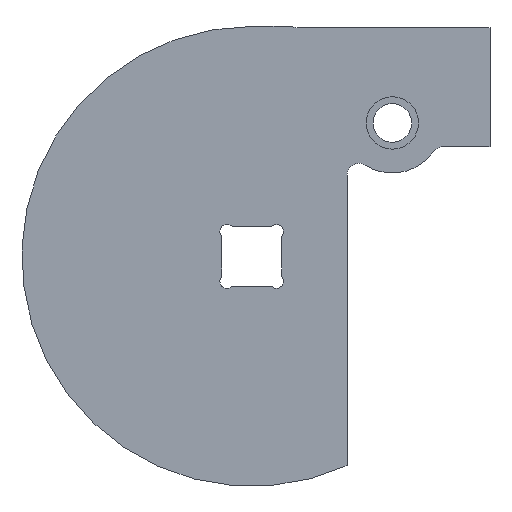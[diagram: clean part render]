
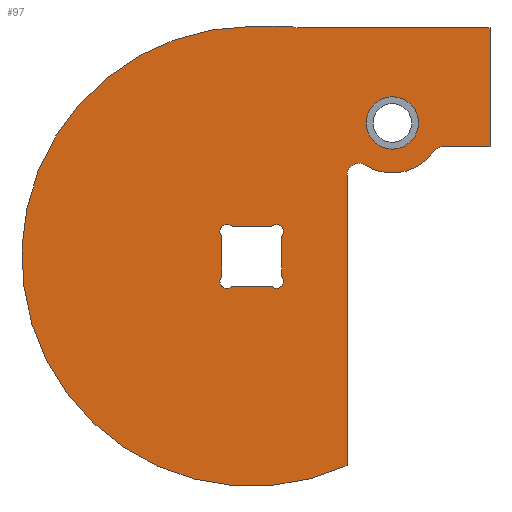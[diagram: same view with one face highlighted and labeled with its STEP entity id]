
A CAD part, front view. The second image highlights one B-rep face of the part: STEP entity #97.
In plain terms, the highlighted planar face has unit normal (0, -1, 0).
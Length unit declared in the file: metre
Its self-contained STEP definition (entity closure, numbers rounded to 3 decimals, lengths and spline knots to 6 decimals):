
#97 = ADVANCED_FACE( '', ( #197, #198, #199 ), #200, .T. );
#197 = FACE_BOUND( '', #298, .T. );
#198 = FACE_BOUND( '', #299, .T. );
#199 = FACE_OUTER_BOUND( '', #300, .T. );
#200 = PLANE( '', #301 );
#298 = EDGE_LOOP( '', ( #502, #503, #504, #505, #506, #507, #508, #509 ) );
#299 = EDGE_LOOP( '', ( #510 ) );
#300 = EDGE_LOOP( '', ( #511, #512, #513, #514, #515, #516, #517, #518, #519, #520 ) );
#301 = AXIS2_PLACEMENT_3D( '', #521, #522, #523 );
#502 = ORIENTED_EDGE( '', *, *, #598, .F. );
#503 = ORIENTED_EDGE( '', *, *, #614, .F. );
#504 = ORIENTED_EDGE( '', *, *, #674, .F. );
#505 = ORIENTED_EDGE( '', *, *, #675, .F. );
#506 = ORIENTED_EDGE( '', *, *, #638, .F. );
#507 = ORIENTED_EDGE( '', *, *, #676, .T. );
#508 = ORIENTED_EDGE( '', *, *, #667, .F. );
#509 = ORIENTED_EDGE( '', *, *, #609, .T. );
#510 = ORIENTED_EDGE( '', *, *, #625, .F. );
#511 = ORIENTED_EDGE( '', *, *, #651, .F. );
#512 = ORIENTED_EDGE( '', *, *, #677, .T. );
#513 = ORIENTED_EDGE( '', *, *, #620, .T. );
#514 = ORIENTED_EDGE( '', *, *, #646, .T. );
#515 = ORIENTED_EDGE( '', *, *, #616, .F. );
#516 = ORIENTED_EDGE( '', *, *, #594, .F. );
#517 = ORIENTED_EDGE( '', *, *, #660, .F. );
#518 = ORIENTED_EDGE( '', *, *, #654, .T. );
#519 = ORIENTED_EDGE( '', *, *, #664, .F. );
#520 = ORIENTED_EDGE( '', *, *, #678, .T. );
#521 = CARTESIAN_POINT( '', ( 0.00175, -0.0325, 0. ) );
#522 = DIRECTION( '', ( 0., -1., 0. ) );
#523 = DIRECTION( '', ( 1., 0., 0. ) );
#594 = EDGE_CURVE( '', #701, #703, #704, .T. );
#598 = EDGE_CURVE( '', #709, #710, #711, .T. );
#609 = EDGE_CURVE( '', #729, #710, #730, .T. );
#614 = EDGE_CURVE( '', #735, #709, #737, .T. );
#616 = EDGE_CURVE( '', #703, #739, #740, .T. );
#620 = EDGE_CURVE( '', #745, #746, #747, .T. );
#625 = EDGE_CURVE( '', #754, #754, #755, .T. );
#638 = EDGE_CURVE( '', #775, #777, #778, .T. );
#646 = EDGE_CURVE( '', #746, #739, #787, .F. );
#651 = EDGE_CURVE( '', #792, #794, #795, .T. );
#654 = EDGE_CURVE( '', #798, #799, #800, .F. );
#660 = EDGE_CURVE( '', #798, #701, #808, .T. );
#664 = EDGE_CURVE( '', #811, #799, #813, .T. );
#667 = EDGE_CURVE( '', #729, #817, #818, .T. );
#674 = EDGE_CURVE( '', #825, #735, #826, .T. );
#675 = EDGE_CURVE( '', #777, #825, #827, .T. );
#676 = EDGE_CURVE( '', #775, #817, #828, .T. );
#677 = EDGE_CURVE( '', #792, #745, #829, .F. );
#678 = EDGE_CURVE( '', #811, #794, #830, .T. );
#701 = VERTEX_POINT( '', #855 );
#703 = VERTEX_POINT( '', #858 );
#704 = LINE( '', #859, #860 );
#709 = VERTEX_POINT( '', #867 );
#710 = VERTEX_POINT( '', #868 );
#711 = CIRCLE( '', #869, 0.003 );
#729 = VERTEX_POINT( '', #897 );
#730 = LINE( '', #898, #899 );
#735 = VERTEX_POINT( '', #906 );
#737 = LINE( '', #909, #910 );
#739 = VERTEX_POINT( '', #912 );
#740 = LINE( '', #913, #914 );
#745 = VERTEX_POINT( '', #921 );
#746 = VERTEX_POINT( '', #922 );
#747 = CIRCLE( '', #923, 0.021 );
#754 = VERTEX_POINT( '', #932 );
#755 = CIRCLE( '', #933, 0.011 );
#775 = VERTEX_POINT( '', #1004 );
#777 = VERTEX_POINT( '', #1007 );
#778 = CIRCLE( '', #1008, 0.003 );
#787 = CIRCLE( '', #1020, 0.005 );
#792 = VERTEX_POINT( '', #1026 );
#794 = VERTEX_POINT( '', #1029 );
#795 = LINE( '', #1030, #1031 );
#798 = VERTEX_POINT( '', #1035 );
#799 = VERTEX_POINT( '', #1036 );
#800 = CIRCLE( '', #1037, 0.005 );
#808 = LINE( '', #1053, #1054 );
#811 = VERTEX_POINT( '', #1058 );
#813 = LINE( '', #1061, #1062 );
#817 = VERTEX_POINT( '', #1066 );
#818 = CIRCLE( '', #1067, 0.003 );
#825 = VERTEX_POINT( '', #1077 );
#826 = CIRCLE( '', #1078, 0.003 );
#827 = LINE( '', #1079, #1080 );
#828 = LINE( '', #1081, #1082 );
#829 = CIRCLE( '', #1083, 0.005 );
#830 = CIRCLE( '', #1084, 0.0965 );
#855 = CARTESIAN_POINT( '', ( 0.1, -0.0325, 0.096 ) );
#858 = CARTESIAN_POINT( '', ( 0.1, -0.0325, 0.046 ) );
#859 = CARTESIAN_POINT( '', ( 0.1, -0.0325, 0.071 ) );
#860 = VECTOR( '', #1111, 1. );
#867 = CARTESIAN_POINT( '', ( 0.008257, -0.0325, -0.0125 ) );
#868 = CARTESIAN_POINT( '', ( 0.0125, -0.0325, -0.008257 ) );
#869 = AXIS2_PLACEMENT_3D( '', #1114, #1115, #1116 );
#897 = CARTESIAN_POINT( '', ( 0.0125, -0.0325, 0.008257 ) );
#898 = CARTESIAN_POINT( '', ( 0.0125, -0.0325, 0. ) );
#899 = VECTOR( '', #1128, 1. );
#906 = CARTESIAN_POINT( '', ( -0.008257, -0.0325, -0.0125 ) );
#909 = CARTESIAN_POINT( '', ( 0., -0.0325, -0.0125 ) );
#910 = VECTOR( '', #1132, 1. );
#912 = CARTESIAN_POINT( '', ( 0.080237, -0.0325, 0.046 ) );
#913 = CARTESIAN_POINT( '', ( 0.088733, -0.0325, 0.046 ) );
#914 = VECTOR( '', #1133, 1. );
#921 = CARTESIAN_POINT( '', ( 0.047692, -0.0325, 0.038304 ) );
#922 = CARTESIAN_POINT( '', ( 0.076153, -0.0325, 0.043885 ) );
#923 = AXIS2_PLACEMENT_3D( '', #1136, #1137, #1138 );
#932 = CARTESIAN_POINT( '', ( 0.059, -0.0325, 0.045 ) );
#933 = AXIS2_PLACEMENT_3D( '', #1144, #1145, #1146 );
#1004 = CARTESIAN_POINT( '', ( -0.008257, -0.0325, 0.0125 ) );
#1007 = CARTESIAN_POINT( '', ( -0.0125, -0.0325, 0.008257 ) );
#1008 = AXIS2_PLACEMENT_3D( '', #1165, #1166, #1167 );
#1020 = AXIS2_PLACEMENT_3D( '', #1174, #1175, #1176 );
#1026 = CARTESIAN_POINT( '', ( 0.04, -0.0325, 0.034091 ) );
#1029 = CARTESIAN_POINT( '', ( 0.04, -0.0325, -0.087819 ) );
#1030 = CARTESIAN_POINT( '', ( 0.04, -0.0325, -0.087545 ) );
#1031 = VECTOR( '', #1182, 1. );
#1035 = CARTESIAN_POINT( '', ( 0.019179, -0.0325, 0.096 ) );
#1036 = CARTESIAN_POINT( '', ( 0.017, -0.0325, 0.0965 ) );
#1037 = AXIS2_PLACEMENT_3D( '', #1184, #1185, #1186 );
#1053 = CARTESIAN_POINT( '', ( 0.0585, -0.0325, 0.096 ) );
#1054 = VECTOR( '', #1190, 1. );
#1058 = CARTESIAN_POINT( '', ( 0., -0.0325, 0.0965 ) );
#1061 = CARTESIAN_POINT( '', ( 0.0085, -0.0325, 0.0965 ) );
#1062 = VECTOR( '', #1193, 1. );
#1066 = CARTESIAN_POINT( '', ( 0.008257, -0.0325, 0.0125 ) );
#1067 = AXIS2_PLACEMENT_3D( '', #1197, #1198, #1199 );
#1077 = CARTESIAN_POINT( '', ( -0.0125, -0.0325, -0.008257 ) );
#1078 = AXIS2_PLACEMENT_3D( '', #1203, #1204, #1205 );
#1079 = CARTESIAN_POINT( '', ( -0.0125, -0.0325, 0. ) );
#1080 = VECTOR( '', #1206, 1. );
#1081 = CARTESIAN_POINT( '', ( 0., -0.0325, 0.0125 ) );
#1082 = VECTOR( '', #1207, 1. );
#1083 = AXIS2_PLACEMENT_3D( '', #1208, #1209, #1210 );
#1084 = AXIS2_PLACEMENT_3D( '', #1211, #1212, #1213 );
#1111 = DIRECTION( '', ( 0., 0., -1. ) );
#1114 = CARTESIAN_POINT( '', ( 0.010379, -0.0325, -0.010379 ) );
#1115 = DIRECTION( '', ( 0., -1., 0. ) );
#1116 = DIRECTION( '', ( 0., 0., -1. ) );
#1128 = DIRECTION( '', ( 0., 0., -1. ) );
#1132 = DIRECTION( '', ( 1., 0., 0. ) );
#1133 = DIRECTION( '', ( -1., 0., 0. ) );
#1136 = CARTESIAN_POINT( '', ( 0.059, -0.0325, 0.056 ) );
#1137 = DIRECTION( '', ( 0., -1., 0. ) );
#1138 = DIRECTION( '', ( 0., 0., -1. ) );
#1144 = CARTESIAN_POINT( '', ( 0.059, -0.0325, 0.056 ) );
#1145 = DIRECTION( '', ( 0., -1., 0. ) );
#1146 = DIRECTION( '', ( 0., 0., -1. ) );
#1165 = CARTESIAN_POINT( '', ( -0.010379, -0.0325, 0.010379 ) );
#1166 = DIRECTION( '', ( 0., -1., 0. ) );
#1167 = DIRECTION( '', ( 0., 0., -1. ) );
#1174 = CARTESIAN_POINT( '', ( 0.080237, -0.0325, 0.041 ) );
#1175 = DIRECTION( '', ( 0., -1., 0. ) );
#1176 = DIRECTION( '', ( 0., 0., -1. ) );
#1182 = DIRECTION( '', ( 0., 0., -1. ) );
#1184 = CARTESIAN_POINT( '', ( 0.019179, -0.0325, 0.101 ) );
#1185 = DIRECTION( '', ( 0., -1., 0. ) );
#1186 = DIRECTION( '', ( 0., 0., -1. ) );
#1190 = DIRECTION( '', ( 1., 0., 0. ) );
#1193 = DIRECTION( '', ( 1., 0., 0. ) );
#1197 = CARTESIAN_POINT( '', ( 0.010379, -0.0325, 0.010379 ) );
#1198 = DIRECTION( '', ( 0., -1., 0. ) );
#1199 = DIRECTION( '', ( 0., 0., -1. ) );
#1203 = CARTESIAN_POINT( '', ( -0.010379, -0.0325, -0.010379 ) );
#1204 = DIRECTION( '', ( 0., -1., 0. ) );
#1205 = DIRECTION( '', ( 0., 0., -1. ) );
#1206 = DIRECTION( '', ( 0., 0., -1. ) );
#1207 = DIRECTION( '', ( 1., 0., 0. ) );
#1208 = CARTESIAN_POINT( '', ( 0.045, -0.0325, 0.034091 ) );
#1209 = DIRECTION( '', ( 0., -1., 0. ) );
#1210 = DIRECTION( '', ( 0., 0., -1. ) );
#1211 = CARTESIAN_POINT( '', ( 0., -0.0325, 0. ) );
#1212 = DIRECTION( '', ( 0., -1., 0. ) );
#1213 = DIRECTION( '', ( 0., 0., -1. ) );
